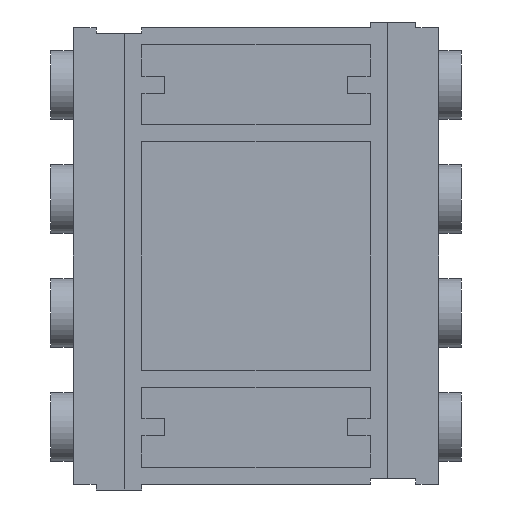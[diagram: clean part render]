
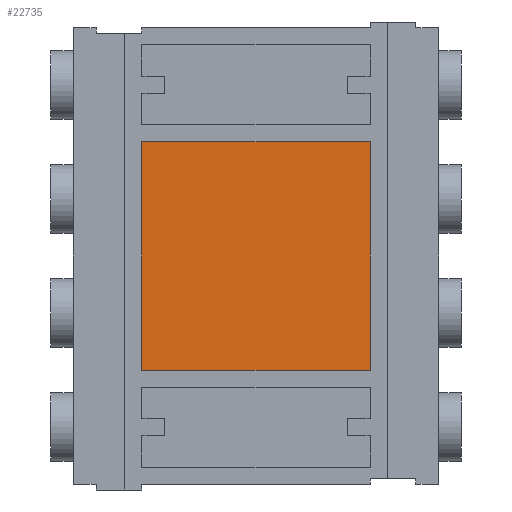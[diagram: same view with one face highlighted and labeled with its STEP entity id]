
A CAD part, front view. The second image highlights one B-rep face of the part: STEP entity #22735.
In plain terms, the highlighted planar face has unit normal (0, -1, 0).
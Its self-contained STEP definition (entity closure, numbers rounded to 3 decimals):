
#10801 = PLANE('',#10802);
#10802 = AXIS2_PLACEMENT_3D('',#10803,#10804,#10805);
#10803 = CARTESIAN_POINT('',(8.,-6.2,8.));
#10804 = DIRECTION('',(0.,0.,-1.));
#10805 = DIRECTION('',(0.,1.,0.));
#10829 = PLANE('',#10830);
#10830 = AXIS2_PLACEMENT_3D('',#10831,#10832,#10833);
#10831 = CARTESIAN_POINT('',(-8.,-6.2,8.));
#10832 = DIRECTION('',(-1.,0.,0.));
#10833 = DIRECTION('',(0.,1.,0.));
#10857 = PLANE('',#10858);
#10858 = AXIS2_PLACEMENT_3D('',#10859,#10860,#10861);
#10859 = CARTESIAN_POINT('',(-8.,-6.2,-8.));
#10860 = DIRECTION('',(0.,0.,1.));
#10861 = DIRECTION('',(0.,1.,0.));
#10883 = PLANE('',#10884);
#10884 = AXIS2_PLACEMENT_3D('',#10885,#10886,#10887);
#10885 = CARTESIAN_POINT('',(8.,-6.2,8.));
#10886 = DIRECTION('',(-1.,0.,0.));
#10887 = DIRECTION('',(0.,1.,0.));
#18118 = VERTEX_POINT('',#18119);
#18119 = CARTESIAN_POINT('',(8.,-4.6,8.));
#18142 = VERTEX_POINT('',#18143);
#18143 = CARTESIAN_POINT('',(-8.,-4.6,8.));
#18164 = EDGE_CURVE('',#18118,#18142,#18165,.T.);
#18165 = SURFACE_CURVE('',#18166,(#18170,#18177),.PCURVE_S1.);
#18166 = LINE('',#18167,#18168);
#18167 = CARTESIAN_POINT('',(8.,-4.6,8.));
#18168 = VECTOR('',#18169,1.);
#18169 = DIRECTION('',(-1.,0.,0.));
#18170 = PCURVE('',#10801,#18171);
#18171 = DEFINITIONAL_REPRESENTATION('',(#18172),#18176);
#18172 = LINE('',#18173,#18174);
#18173 = CARTESIAN_POINT('',(1.6,0.));
#18174 = VECTOR('',#18175,1.);
#18175 = DIRECTION('',(0.,-1.));
#18176 = ( GEOMETRIC_REPRESENTATION_CONTEXT(2) 
PARAMETRIC_REPRESENTATION_CONTEXT() REPRESENTATION_CONTEXT('2D SPACE',''
  ) );
#18177 = PCURVE('',#18178,#18183);
#18178 = PLANE('',#18179);
#18179 = AXIS2_PLACEMENT_3D('',#18180,#18181,#18182);
#18180 = CARTESIAN_POINT('',(8.,-4.6,8.));
#18181 = DIRECTION('',(0.,1.,0.));
#18182 = DIRECTION('',(0.,0.,-1.));
#18183 = DEFINITIONAL_REPRESENTATION('',(#18184),#18188);
#18184 = LINE('',#18185,#18186);
#18185 = CARTESIAN_POINT('',(0.,0.));
#18186 = VECTOR('',#18187,1.);
#18187 = DIRECTION('',(0.,1.));
#18188 = ( GEOMETRIC_REPRESENTATION_CONTEXT(2) 
PARAMETRIC_REPRESENTATION_CONTEXT() REPRESENTATION_CONTEXT('2D SPACE',''
  ) );
#18194 = EDGE_CURVE('',#18195,#18142,#18197,.T.);
#18195 = VERTEX_POINT('',#18196);
#18196 = CARTESIAN_POINT('',(-8.,-4.6,-8.));
#18197 = SURFACE_CURVE('',#18198,(#18202,#18209),.PCURVE_S1.);
#18198 = LINE('',#18199,#18200);
#18199 = CARTESIAN_POINT('',(-8.,-4.6,-8.));
#18200 = VECTOR('',#18201,1.);
#18201 = DIRECTION('',(0.,0.,1.));
#18202 = PCURVE('',#10829,#18203);
#18203 = DEFINITIONAL_REPRESENTATION('',(#18204),#18208);
#18204 = LINE('',#18205,#18206);
#18205 = CARTESIAN_POINT('',(1.6,16.));
#18206 = VECTOR('',#18207,1.);
#18207 = DIRECTION('',(0.,-1.));
#18208 = ( GEOMETRIC_REPRESENTATION_CONTEXT(2) 
PARAMETRIC_REPRESENTATION_CONTEXT() REPRESENTATION_CONTEXT('2D SPACE',''
  ) );
#18209 = PCURVE('',#18178,#18210);
#18210 = DEFINITIONAL_REPRESENTATION('',(#18211),#18215);
#18211 = LINE('',#18212,#18213);
#18212 = CARTESIAN_POINT('',(16.,16.));
#18213 = VECTOR('',#18214,1.);
#18214 = DIRECTION('',(-1.,0.));
#18215 = ( GEOMETRIC_REPRESENTATION_CONTEXT(2) 
PARAMETRIC_REPRESENTATION_CONTEXT() REPRESENTATION_CONTEXT('2D SPACE',''
  ) );
#18245 = VERTEX_POINT('',#18246);
#18246 = CARTESIAN_POINT('',(8.,-4.6,-8.));
#18267 = EDGE_CURVE('',#18195,#18245,#18268,.T.);
#18268 = SURFACE_CURVE('',#18269,(#18273,#18280),.PCURVE_S1.);
#18269 = LINE('',#18270,#18271);
#18270 = CARTESIAN_POINT('',(-8.,-4.6,-8.));
#18271 = VECTOR('',#18272,1.);
#18272 = DIRECTION('',(1.,0.,0.));
#18273 = PCURVE('',#10857,#18274);
#18274 = DEFINITIONAL_REPRESENTATION('',(#18275),#18279);
#18275 = LINE('',#18276,#18277);
#18276 = CARTESIAN_POINT('',(1.6,0.));
#18277 = VECTOR('',#18278,1.);
#18278 = DIRECTION('',(0.,-1.));
#18279 = ( GEOMETRIC_REPRESENTATION_CONTEXT(2) 
PARAMETRIC_REPRESENTATION_CONTEXT() REPRESENTATION_CONTEXT('2D SPACE',''
  ) );
#18280 = PCURVE('',#18178,#18281);
#18281 = DEFINITIONAL_REPRESENTATION('',(#18282),#18286);
#18282 = LINE('',#18283,#18284);
#18283 = CARTESIAN_POINT('',(16.,16.));
#18284 = VECTOR('',#18285,1.);
#18285 = DIRECTION('',(0.,-1.));
#18286 = ( GEOMETRIC_REPRESENTATION_CONTEXT(2) 
PARAMETRIC_REPRESENTATION_CONTEXT() REPRESENTATION_CONTEXT('2D SPACE',''
  ) );
#18293 = EDGE_CURVE('',#18118,#18245,#18294,.T.);
#18294 = SURFACE_CURVE('',#18295,(#18299,#18306),.PCURVE_S1.);
#18295 = LINE('',#18296,#18297);
#18296 = CARTESIAN_POINT('',(8.,-4.6,8.));
#18297 = VECTOR('',#18298,1.);
#18298 = DIRECTION('',(0.,0.,-1.));
#18299 = PCURVE('',#10883,#18300);
#18300 = DEFINITIONAL_REPRESENTATION('',(#18301),#18305);
#18301 = LINE('',#18302,#18303);
#18302 = CARTESIAN_POINT('',(1.6,0.));
#18303 = VECTOR('',#18304,1.);
#18304 = DIRECTION('',(0.,1.));
#18305 = ( GEOMETRIC_REPRESENTATION_CONTEXT(2) 
PARAMETRIC_REPRESENTATION_CONTEXT() REPRESENTATION_CONTEXT('2D SPACE',''
  ) );
#18306 = PCURVE('',#18178,#18307);
#18307 = DEFINITIONAL_REPRESENTATION('',(#18308),#18312);
#18308 = LINE('',#18309,#18310);
#18309 = CARTESIAN_POINT('',(0.,0.));
#18310 = VECTOR('',#18311,1.);
#18311 = DIRECTION('',(1.,0.));
#18312 = ( GEOMETRIC_REPRESENTATION_CONTEXT(2) 
PARAMETRIC_REPRESENTATION_CONTEXT() REPRESENTATION_CONTEXT('2D SPACE',''
  ) );
#22735 = ADVANCED_FACE('',(#22736),#18178,.F.);
#22736 = FACE_BOUND('',#22737,.F.);
#22737 = EDGE_LOOP('',(#22738,#22739,#22740,#22741));
#22738 = ORIENTED_EDGE('',*,*,#18164,.F.);
#22739 = ORIENTED_EDGE('',*,*,#18293,.T.);
#22740 = ORIENTED_EDGE('',*,*,#18267,.F.);
#22741 = ORIENTED_EDGE('',*,*,#18194,.T.);
